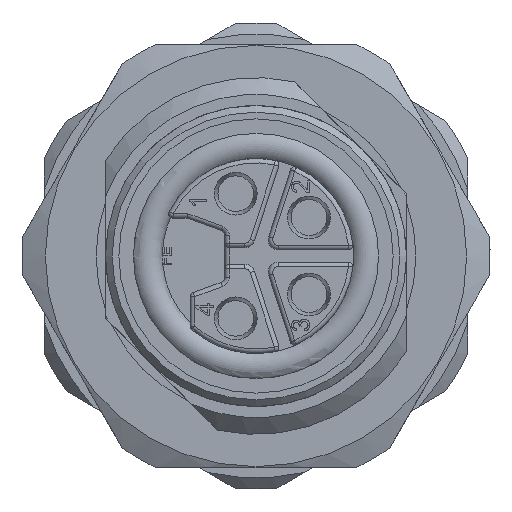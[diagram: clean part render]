
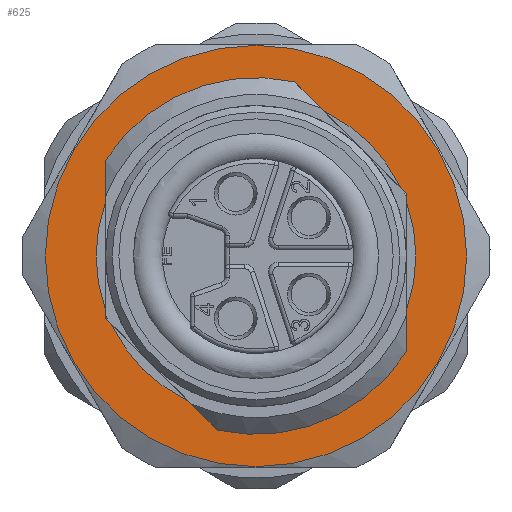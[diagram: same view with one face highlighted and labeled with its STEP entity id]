
A CAD part, front view. The second image highlights one B-rep face of the part: STEP entity #625.
In plain terms, the highlighted planar face has unit normal (0, -1, 0).
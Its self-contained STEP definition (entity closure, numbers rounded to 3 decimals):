
#156=FACE_BOUND('',#1176,.T.);
#157=FACE_BOUND('',#1177,.T.);
#289=PLANE('',#4645);
#625=ADVANCED_FACE('',(#156,#157),#289,.T.);
#1176=EDGE_LOOP('',(#2841,#2842,#2843,#2844,#2845,#2846,#2847,#2848,#2849,
#2850,#2851,#2852,#2853,#2854));
#1177=EDGE_LOOP('',(#2855));
#1272=LINE('',#5979,#1588);
#1277=LINE('',#5999,#1593);
#1285=LINE('',#6021,#1601);
#1289=LINE('',#6038,#1605);
#1296=LINE('',#6059,#1612);
#1301=LINE('',#6079,#1617);
#1307=LINE('',#6095,#1623);
#1311=LINE('',#6112,#1627);
#1588=VECTOR('',#4788,1.);
#1593=VECTOR('',#4793,1.);
#1601=VECTOR('',#4803,1.);
#1605=VECTOR('',#4807,1.);
#1612=VECTOR('',#4816,1.);
#1617=VECTOR('',#4821,1.);
#1623=VECTOR('',#4829,1.);
#1627=VECTOR('',#4833,1.);
#2841=ORIENTED_EDGE('',*,*,#3564,.F.);
#2842=ORIENTED_EDGE('',*,*,#3573,.F.);
#2843=ORIENTED_EDGE('',*,*,#4020,.F.);
#2844=ORIENTED_EDGE('',*,*,#3579,.F.);
#2845=ORIENTED_EDGE('',*,*,#3621,.F.);
#2846=ORIENTED_EDGE('',*,*,#3601,.T.);
#2847=ORIENTED_EDGE('',*,*,#4023,.F.);
#2848=ORIENTED_EDGE('',*,*,#3607,.T.);
#2849=ORIENTED_EDGE('',*,*,#3587,.T.);
#2850=ORIENTED_EDGE('',*,*,#4022,.F.);
#2851=ORIENTED_EDGE('',*,*,#3594,.T.);
#2852=ORIENTED_EDGE('',*,*,#3612,.F.);
#2853=ORIENTED_EDGE('',*,*,#3557,.F.);
#2854=ORIENTED_EDGE('',*,*,#4018,.F.);
#2855=ORIENTED_EDGE('',*,*,#4024,.F.);
#3153=VERTEX_POINT('',#5978);
#3154=VERTEX_POINT('',#5980);
#3160=VERTEX_POINT('',#5998);
#3161=VERTEX_POINT('',#6000);
#3167=VERTEX_POINT('',#6020);
#3172=VERTEX_POINT('',#6037);
#3173=VERTEX_POINT('',#6039);
#3179=VERTEX_POINT('',#6058);
#3180=VERTEX_POINT('',#6060);
#3186=VERTEX_POINT('',#6078);
#3187=VERTEX_POINT('',#6080);
#3191=VERTEX_POINT('',#6094);
#3192=VERTEX_POINT('',#6096);
#3197=VERTEX_POINT('',#6113);
#3451=VERTEX_POINT('',#7390);
#3557=EDGE_CURVE('',#3153,#3154,#1272,.T.);
#3564=EDGE_CURVE('',#3160,#3161,#1277,.T.);
#3573=EDGE_CURVE('',#3167,#3160,#1285,.T.);
#3579=EDGE_CURVE('',#3172,#3173,#1289,.T.);
#3587=EDGE_CURVE('',#3180,#3179,#1296,.T.);
#3594=EDGE_CURVE('',#3187,#3186,#1301,.T.);
#3601=EDGE_CURVE('',#3192,#3191,#1307,.T.);
#3607=EDGE_CURVE('',#3197,#3180,#1311,.T.);
#3612=EDGE_CURVE('',#3154,#3186,#4162,.T.);
#3621=EDGE_CURVE('',#3192,#3172,#4171,.T.);
#4018=EDGE_CURVE('',#3161,#3153,#4281,.T.);
#4020=EDGE_CURVE('',#3173,#3167,#4283,.T.);
#4022=EDGE_CURVE('',#3187,#3179,#4285,.T.);
#4023=EDGE_CURVE('',#3197,#3191,#4286,.T.);
#4024=EDGE_CURVE('',#3451,#3451,#4287,.T.);
#4162=CIRCLE('',#4362,8.);
#4171=CIRCLE('',#4377,8.);
#4281=CIRCLE('',#4635,7.172);
#4283=CIRCLE('',#4638,7.172);
#4285=CIRCLE('',#4641,7.172);
#4286=CIRCLE('',#4643,7.172);
#4287=CIRCLE('',#4644,9.45);
#4362=AXIS2_PLACEMENT_3D('',#6122,#4846,#4847);
#4377=AXIS2_PLACEMENT_3D('',#6139,#4876,#4877);
#4635=AXIS2_PLACEMENT_3D('',#7380,#5643,#5644);
#4638=AXIS2_PLACEMENT_3D('',#7383,#5649,#5650);
#4641=AXIS2_PLACEMENT_3D('',#7386,#5655,#5656);
#4643=AXIS2_PLACEMENT_3D('',#7388,#5659,#5660);
#4644=AXIS2_PLACEMENT_3D('',#7389,#5661,#5662);
#4645=AXIS2_PLACEMENT_3D('',#7391,#5663,#5664);
#4788=DIRECTION('',(-0.707,0.,0.707));
#4793=DIRECTION('',(-0.707,0.,0.707));
#4803=DIRECTION('',(0.,0.,1.));
#4807=DIRECTION('',(0.,0.,1.));
#4816=DIRECTION('',(0.,0.,1.));
#4821=DIRECTION('',(0.,0.,1.));
#4829=DIRECTION('',(-0.707,0.,0.707));
#4833=DIRECTION('',(-0.707,0.,0.707));
#4846=DIRECTION('',(0.,-1.,0.));
#4847=DIRECTION('',(0.,0.,-1.));
#4876=DIRECTION('',(0.,-1.,0.));
#4877=DIRECTION('',(0.,0.,-1.));
#5643=DIRECTION('',(0.,-1.,0.));
#5644=DIRECTION('',(0.,0.,1.));
#5649=DIRECTION('',(0.,-1.,0.));
#5650=DIRECTION('',(0.,0.,1.));
#5655=DIRECTION('',(0.,-1.,0.));
#5656=DIRECTION('',(0.,0.,1.));
#5659=DIRECTION('',(0.,-1.,0.));
#5660=DIRECTION('',(0.,0.,1.));
#5661=DIRECTION('',(0.,1.,0.));
#5662=DIRECTION('',(0.,0.,-1.));
#5663=DIRECTION('',(0.,-1.,0.));
#5664=DIRECTION('',(0.,0.,1.));
#5978=CARTESIAN_POINT('',(21.684,-5.075,6.487));
#5979=CARTESIAN_POINT('',(19.336,-5.075,8.835));
#5980=CARTESIAN_POINT('',(20.362,-5.075,7.809));
#5998=CARTESIAN_POINT('',(25.375,-5.075,2.796));
#5999=CARTESIAN_POINT('',(19.336,-5.075,8.835));
#6000=CARTESIAN_POINT('',(25.112,-5.075,3.059));
#6020=CARTESIAN_POINT('',(25.375,-5.075,2.424));
#6021=CARTESIAN_POINT('',(25.375,-5.075,2.796));
#6037=CARTESIAN_POINT('',(25.375,-5.075,-4.294));
#6038=CARTESIAN_POINT('',(25.375,-5.075,2.796));
#6039=CARTESIAN_POINT('',(25.375,-5.075,-2.424));
#6058=CARTESIAN_POINT('',(11.875,-5.075,-2.424));
#6059=CARTESIAN_POINT('',(11.875,-5.075,5.744));
#6060=CARTESIAN_POINT('',(11.875,-5.075,-2.796));
#6078=CARTESIAN_POINT('',(11.875,-5.075,4.294));
#6079=CARTESIAN_POINT('',(11.875,-5.075,5.744));
#6080=CARTESIAN_POINT('',(11.875,-5.075,2.424));
#6094=CARTESIAN_POINT('',(15.566,-5.075,-6.487));
#6095=CARTESIAN_POINT('',(11.875,-5.075,-2.796));
#6096=CARTESIAN_POINT('',(16.888,-5.075,-7.809));
#6112=CARTESIAN_POINT('',(11.875,-5.075,-2.796));
#6113=CARTESIAN_POINT('',(12.138,-5.075,-3.059));
#6122=CARTESIAN_POINT('',(18.625,-5.075,0.));
#6139=CARTESIAN_POINT('',(18.625,-5.075,0.));
#7380=CARTESIAN_POINT('',(18.625,-5.075,0.));
#7383=CARTESIAN_POINT('',(18.625,-5.075,0.));
#7386=CARTESIAN_POINT('',(18.625,-5.075,0.));
#7388=CARTESIAN_POINT('',(18.625,-5.075,0.));
#7389=CARTESIAN_POINT('',(18.625,-5.075,0.));
#7390=CARTESIAN_POINT('',(18.625,-5.075,-9.45));
#7391=CARTESIAN_POINT('',(18.625,-5.075,0.));
